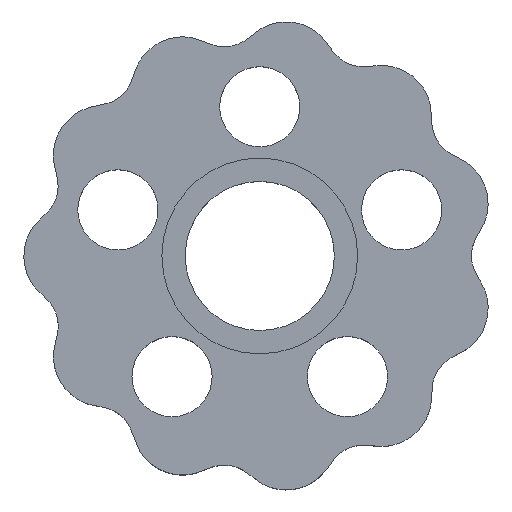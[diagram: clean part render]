
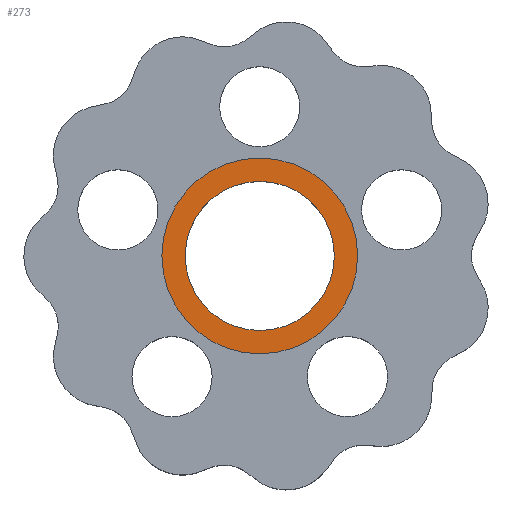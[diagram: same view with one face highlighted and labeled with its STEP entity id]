
A CAD part, top view. The second image highlights one B-rep face of the part: STEP entity #273.
In plain terms, the highlighted planar face has unit normal (0, 0, 1).
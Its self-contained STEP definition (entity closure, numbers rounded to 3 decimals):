
#26=FACE_BOUND('',#68,.T.);
#42=PLANE('',#310);
#50=FACE_OUTER_BOUND('',#67,.T.);
#67=EDGE_LOOP('',(#203));
#68=EDGE_LOOP('',(#204));
#120=CIRCLE('',#305,8.);
#122=CIRCLE('',#308,10.5);
#140=VERTEX_POINT('',#433);
#142=VERTEX_POINT('',#439);
#162=EDGE_CURVE('',#140,#140,#120,.T.);
#165=EDGE_CURVE('',#142,#142,#122,.T.);
#203=ORIENTED_EDGE('',*,*,#165,.T.);
#204=ORIENTED_EDGE('',*,*,#162,.T.);
#273=ADVANCED_FACE('',(#50,#26),#42,.T.);
#305=AXIS2_PLACEMENT_3D('',#434,#347,#348);
#308=AXIS2_PLACEMENT_3D('',#440,#354,#355);
#310=AXIS2_PLACEMENT_3D('',#444,#359,#360);
#347=DIRECTION('center_axis',(0.,0.,-1.));
#348=DIRECTION('ref_axis',(-1.,0.,0.));
#354=DIRECTION('center_axis',(0.,0.,1.));
#355=DIRECTION('ref_axis',(-1.,0.,0.));
#359=DIRECTION('center_axis',(0.,0.,1.));
#360=DIRECTION('ref_axis',(-1.,0.,0.));
#433=CARTESIAN_POINT('',(8.,0.,8.));
#434=CARTESIAN_POINT('Origin',(0.,0.,8.));
#439=CARTESIAN_POINT('',(10.5,0.,8.));
#440=CARTESIAN_POINT('Origin',(0.,0.,8.));
#444=CARTESIAN_POINT('Origin',(0.,0.,8.));
